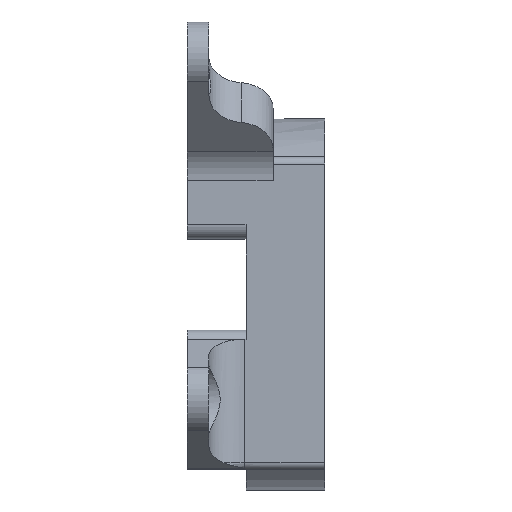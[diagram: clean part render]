
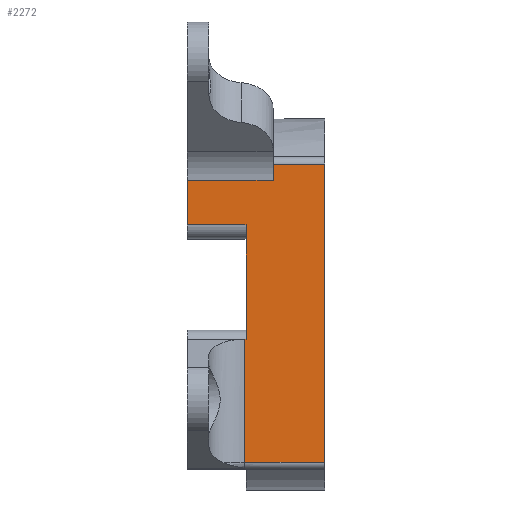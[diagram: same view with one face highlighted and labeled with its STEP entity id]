
A CAD part, left-side view. The second image highlights one B-rep face of the part: STEP entity #2272.
In plain terms, the highlighted planar face has unit normal (-1, 0, 0).
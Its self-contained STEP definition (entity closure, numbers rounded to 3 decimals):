
#80=PLANE('',#2544);
#92=LINE('',#3359,#274);
#108=LINE('',#3437,#290);
#119=LINE('',#3463,#301);
#149=LINE('',#3592,#331);
#172=LINE('',#3709,#354);
#188=LINE('',#3891,#370);
#237=LINE('',#4109,#419);
#247=LINE('',#4138,#429);
#252=LINE('',#4152,#434);
#257=LINE('',#4165,#439);
#274=VECTOR('',#2590,10.);
#290=VECTOR('',#2644,10.);
#301=VECTOR('',#2667,10.);
#331=VECTOR('',#2783,10.);
#354=VECTOR('',#2872,10.);
#370=VECTOR('',#2928,10.);
#419=VECTOR('',#3141,10.);
#429=VECTOR('',#3179,10.);
#434=VECTOR('',#3202,10.);
#439=VECTOR('',#3223,10.);
#628=FACE_OUTER_BOUND('',#763,.T.);
#763=EDGE_LOOP('',(#2103,#2104,#2105,#2106,#2107,#2108,#2109,#2110,#2111,
#2112));
#933=VERTEX_POINT('',#3320);
#938=VERTEX_POINT('',#3358);
#958=VERTEX_POINT('',#3430);
#961=VERTEX_POINT('',#3435);
#970=VERTEX_POINT('',#3462);
#1025=VERTEX_POINT('',#3589);
#1026=VERTEX_POINT('',#3591);
#1063=VERTEX_POINT('',#3707);
#1089=VERTEX_POINT('',#3889);
#1145=VERTEX_POINT('',#4136);
#1165=EDGE_CURVE('',#933,#938,#92,.T.);
#1194=EDGE_CURVE('',#961,#958,#108,.T.);
#1207=EDGE_CURVE('',#970,#958,#119,.T.);
#1271=EDGE_CURVE('',#1026,#1025,#149,.T.);
#1319=EDGE_CURVE('',#1063,#961,#172,.T.);
#1356=EDGE_CURVE('',#1089,#1063,#188,.T.);
#1449=EDGE_CURVE('',#1026,#933,#237,.T.);
#1466=EDGE_CURVE('',#1089,#1145,#247,.T.);
#1472=EDGE_CURVE('',#938,#1145,#252,.T.);
#1477=EDGE_CURVE('',#1025,#970,#257,.T.);
#2103=ORIENTED_EDGE('',*,*,#1194,.F.);
#2104=ORIENTED_EDGE('',*,*,#1319,.F.);
#2105=ORIENTED_EDGE('',*,*,#1356,.F.);
#2106=ORIENTED_EDGE('',*,*,#1466,.T.);
#2107=ORIENTED_EDGE('',*,*,#1472,.F.);
#2108=ORIENTED_EDGE('',*,*,#1165,.F.);
#2109=ORIENTED_EDGE('',*,*,#1449,.F.);
#2110=ORIENTED_EDGE('',*,*,#1271,.T.);
#2111=ORIENTED_EDGE('',*,*,#1477,.T.);
#2112=ORIENTED_EDGE('',*,*,#1207,.T.);
#2272=ADVANCED_FACE('',(#628),#80,.T.);
#2544=AXIS2_PLACEMENT_3D('',#4166,#3224,#3225);
#2590=DIRECTION('',(0.,0.,1.));
#2644=DIRECTION('',(0.,-1.,0.));
#2667=DIRECTION('',(0.,0.,-1.));
#2783=DIRECTION('',(0.,0.,1.));
#2872=DIRECTION('',(0.,0.,1.));
#2928=DIRECTION('',(0.,1.,0.));
#3141=DIRECTION('',(0.,1.,0.));
#3179=DIRECTION('',(0.,0.,-1.));
#3202=DIRECTION('',(0.,-1.,0.));
#3223=DIRECTION('',(0.,1.,0.));
#3224=DIRECTION('center_axis',(-1.,0.,
0.));
#3225=DIRECTION('ref_axis',(0.,0.,1.));
#3320=CARTESIAN_POINT('',(-21.144,-21.,-27.126));
#3358=CARTESIAN_POINT('',(-21.144,-21.,-9.868));
#3359=CARTESIAN_POINT('',(-21.144,-21.,-23.029));
#3430=CARTESIAN_POINT('',(-21.144,-25.,12.426));
#3435=CARTESIAN_POINT('',(-21.144,-13.,12.426));
#3437=CARTESIAN_POINT('',(-21.144,-24.2,12.426));
#3462=CARTESIAN_POINT('',(-21.144,-25.,14.674));
#3463=CARTESIAN_POINT('',(-21.144,-25.,-3.884));
#3589=CARTESIAN_POINT('',(-21.144,-32.2,14.674));
#3591=CARTESIAN_POINT('',(-21.144,-32.2,-27.126));
#3592=CARTESIAN_POINT('',(-21.144,-32.2,-27.126));
#3707=CARTESIAN_POINT('',(-21.144,-13.,6.14));
#3709=CARTESIAN_POINT('',(-21.144,-13.,14.674));
#3889=CARTESIAN_POINT('',(-21.144,-21.2,6.14));
#3891=CARTESIAN_POINT('',(-21.144,-24.2,6.14));
#4109=CARTESIAN_POINT('',(-21.144,-32.2,-27.126));
#4136=CARTESIAN_POINT('',(-21.144,-21.2,-9.868));
#4138=CARTESIAN_POINT('',(-21.144,-21.2,-16.063));
#4152=CARTESIAN_POINT('',(-21.144,-24.2,-9.868));
#4165=CARTESIAN_POINT('',(-21.144,-32.2,14.674));
#4166=CARTESIAN_POINT('Origin',(-21.144,-32.2,-27.126));
